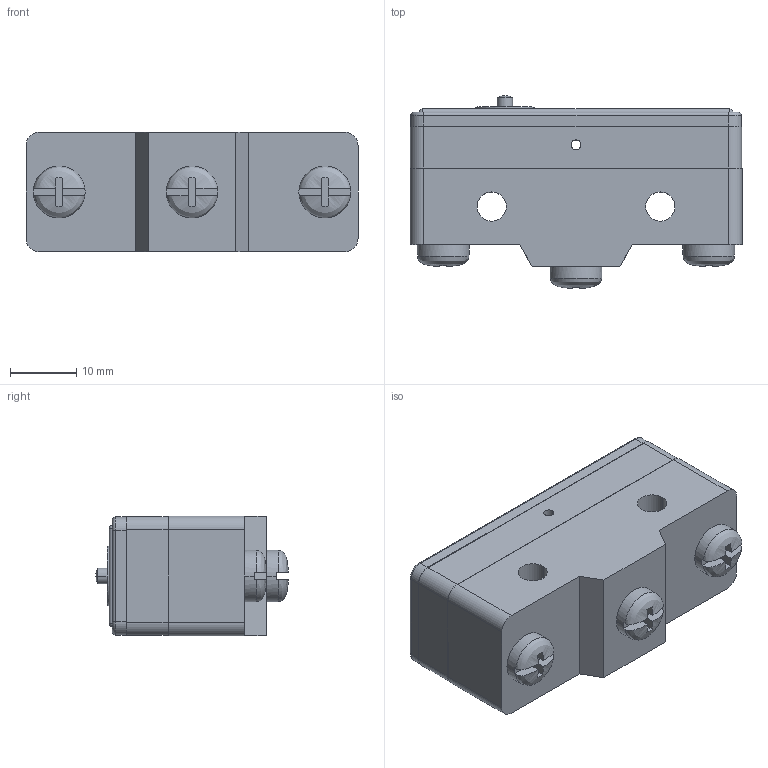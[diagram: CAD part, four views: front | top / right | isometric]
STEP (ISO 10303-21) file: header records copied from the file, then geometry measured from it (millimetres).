
FILE_DESCRIPTION((''),'2;1');
FILE_NAME('1','2024-11-15T',('Administrator'),('zyb.com'),'PRO/ENGINEER BY PARAMETRIC TECHNOLOGY CORPORATION, 2010280','PRO/ENGINEER BY PARAMETRIC TECHNOLOGY CORPORATION, 2010280','');
FILE_SCHEMA(('CONFIG_CONTROL_DESIGN'));
Length unit declared in the file: millimetre
Products named in the file (1): 1
Bounding box: 50 x 29 x 18 mm (x, y, z)
Volume: 18820 mm3; surface area: 5422.6 mm2
Topology: 1 solids, 1 shells, 107 faces, 280 edges, 181 vertices
Faces by surface type: plane 49, cylinder 42, bspline 6, sphere 6, torus 4
Entity records: 4654 total; most frequent: CARTESIAN_POINT 1948, DIRECTION 562, ORIENTED_EDGE 556, EDGE_CURVE 278, AXIS2_PLACEMENT_3D 207, VERTEX_POINT 181, VECTOR 148, LINE 148
